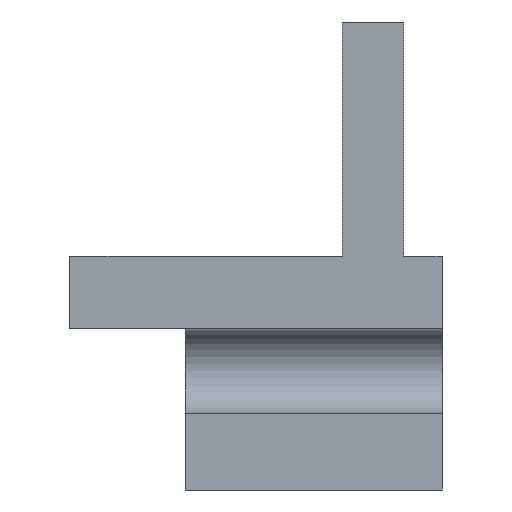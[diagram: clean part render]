
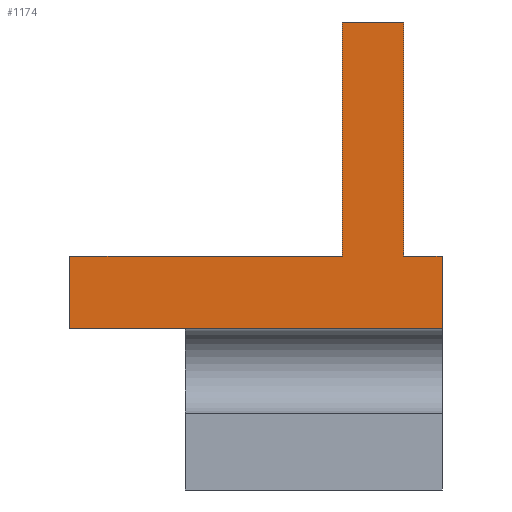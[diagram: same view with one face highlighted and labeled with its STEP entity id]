
A CAD part, left-side view. The second image highlights one B-rep face of the part: STEP entity #1174.
In plain terms, the highlighted planar face has unit normal (-1, 0, 0).
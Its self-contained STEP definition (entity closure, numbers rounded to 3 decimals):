
#8 = CARTESIAN_POINT ( 'NONE',  ( -16.6, -4.85, 1.9 ) ) ;
#12 = ORIENTED_EDGE ( 'NONE', *, *, #1080, .F. ) ;
#26 = DIRECTION ( 'NONE',  ( 0., -1., 0. ) ) ;
#47 = ORIENTED_EDGE ( 'NONE', *, *, #904, .T. ) ;
#63 = VECTOR ( 'NONE', #1296, 1000. ) ;
#77 = ORIENTED_EDGE ( 'NONE', *, *, #498, .T. ) ;
#90 = EDGE_CURVE ( 'NONE', #121, #185, #1524, .T. ) ;
#93 = CARTESIAN_POINT ( 'NONE',  ( -16.6, -3.85, 8. ) ) ;
#102 = DIRECTION ( 'NONE',  ( 1., 0., 0. ) ) ;
#121 = VERTEX_POINT ( 'NONE', #243 ) ;
#164 = VERTEX_POINT ( 'NONE', #1147 ) ;
#185 = VERTEX_POINT ( 'NONE', #377 ) ;
#205 = ORIENTED_EDGE ( 'NONE', *, *, #1177, .F. ) ;
#243 = CARTESIAN_POINT ( 'NONE',  ( -16.6, -3.85, 1.9 ) ) ;
#258 = EDGE_CURVE ( 'NONE', #315, #164, #1059, .T. ) ;
#285 = DIRECTION ( 'NONE',  ( 0., -1., 0. ) ) ;
#288 = CARTESIAN_POINT ( 'NONE',  ( -16.6, -2.25, 8. ) ) ;
#315 = VERTEX_POINT ( 'NONE', #288 ) ;
#335 = CARTESIAN_POINT ( 'NONE',  ( -16.6, -3.85, 21.728 ) ) ;
#377 = CARTESIAN_POINT ( 'NONE',  ( -16.6, -4.85, 1.9 ) ) ;
#382 = DIRECTION ( 'NONE',  ( 0., -1., 0. ) ) ;
#385 = ORIENTED_EDGE ( 'NONE', *, *, #527, .F. ) ;
#415 = VECTOR ( 'NONE', #285, 1000. ) ;
#416 = CARTESIAN_POINT ( 'NONE',  ( -16.6, -2.25, 21.728 ) ) ;
#450 = VECTOR ( 'NONE', #382, 1000. ) ;
#455 = DIRECTION ( 'NONE',  ( 0., 0., -1. ) ) ;
#462 = VECTOR ( 'NONE', #26, 1000. ) ;
#464 = LINE ( 'NONE', #1517, #933 ) ;
#485 = CARTESIAN_POINT ( 'NONE',  ( -16.6, -4.85, 0. ) ) ;
#494 = DIRECTION ( 'NONE',  ( 0., 0., -1. ) ) ;
#498 = EDGE_CURVE ( 'NONE', #775, #1410, #598, .T. ) ;
#500 = AXIS2_PLACEMENT_3D ( 'NONE', #1392, #102, #1495 ) ;
#527 = EDGE_CURVE ( 'NONE', #185, #1496, #1649, .T. ) ;
#598 = LINE ( 'NONE', #754, #63 ) ;
#631 = VECTOR ( 'NONE', #796, 1000. ) ;
#634 = LINE ( 'NONE', #485, #450 ) ;
#681 = CARTESIAN_POINT ( 'NONE',  ( -16.6, -4.85, 0. ) ) ;
#721 = VECTOR ( 'NONE', #455, 1000. ) ;
#731 = CARTESIAN_POINT ( 'NONE',  ( -16.6, 4.85, 1.9 ) ) ;
#754 = CARTESIAN_POINT ( 'NONE',  ( -16.6, 4.85, 1.9 ) ) ;
#775 = VERTEX_POINT ( 'NONE', #731 ) ;
#796 = DIRECTION ( 'NONE',  ( 0., 0., -1. ) ) ;
#822 = ORIENTED_EDGE ( 'NONE', *, *, #90, .F. ) ;
#824 = CARTESIAN_POINT ( 'NONE',  ( -16.6, 4.85, 0. ) ) ;
#879 = LINE ( 'NONE', #335, #721 ) ;
#883 = FACE_OUTER_BOUND ( 'NONE', #1352, .T. ) ;
#904 = EDGE_CURVE ( 'NONE', #1410, #1496, #634, .T. ) ;
#933 = VECTOR ( 'NONE', #1141, 1000. ) ;
#976 = PLANE ( 'NONE',  #500 ) ;
#1009 = VECTOR ( 'NONE', #494, 1000. ) ;
#1059 = LINE ( 'NONE', #416, #631 ) ;
#1080 = EDGE_CURVE ( 'NONE', #775, #164, #1448, .T. ) ;
#1128 = VERTEX_POINT ( 'NONE', #93 ) ;
#1141 = DIRECTION ( 'NONE',  ( 0., -1., 0. ) ) ;
#1146 = EDGE_CURVE ( 'NONE', #1128, #121, #879, .T. ) ;
#1147 = CARTESIAN_POINT ( 'NONE',  ( -16.6, -2.25, 1.9 ) ) ;
#1174 = ADVANCED_FACE ( 'NONE', ( #883 ), #976, .F. ) ;
#1177 = EDGE_CURVE ( 'NONE', #315, #1128, #464, .T. ) ;
#1296 = DIRECTION ( 'NONE',  ( 0., 0., -1. ) ) ;
#1352 = EDGE_LOOP ( 'NONE', ( #47, #385, #822, #1367, #205, #1373, #12, #77 ) ) ;
#1367 = ORIENTED_EDGE ( 'NONE', *, *, #1146, .F. ) ;
#1373 = ORIENTED_EDGE ( 'NONE', *, *, #258, .T. ) ;
#1392 = CARTESIAN_POINT ( 'NONE',  ( -16.6, -4.85, 1.9 ) ) ;
#1410 = VERTEX_POINT ( 'NONE', #824 ) ;
#1424 = CARTESIAN_POINT ( 'NONE',  ( -16.6, -4.85, 1.9 ) ) ;
#1448 = LINE ( 'NONE', #1611, #415 ) ;
#1495 = DIRECTION ( 'NONE',  ( 0., 0., -1. ) ) ;
#1496 = VERTEX_POINT ( 'NONE', #681 ) ;
#1517 = CARTESIAN_POINT ( 'NONE',  ( -16.6, -2.25, 8. ) ) ;
#1524 = LINE ( 'NONE', #1424, #462 ) ;
#1611 = CARTESIAN_POINT ( 'NONE',  ( -16.6, -4.85, 1.9 ) ) ;
#1649 = LINE ( 'NONE', #8, #1009 ) ;
